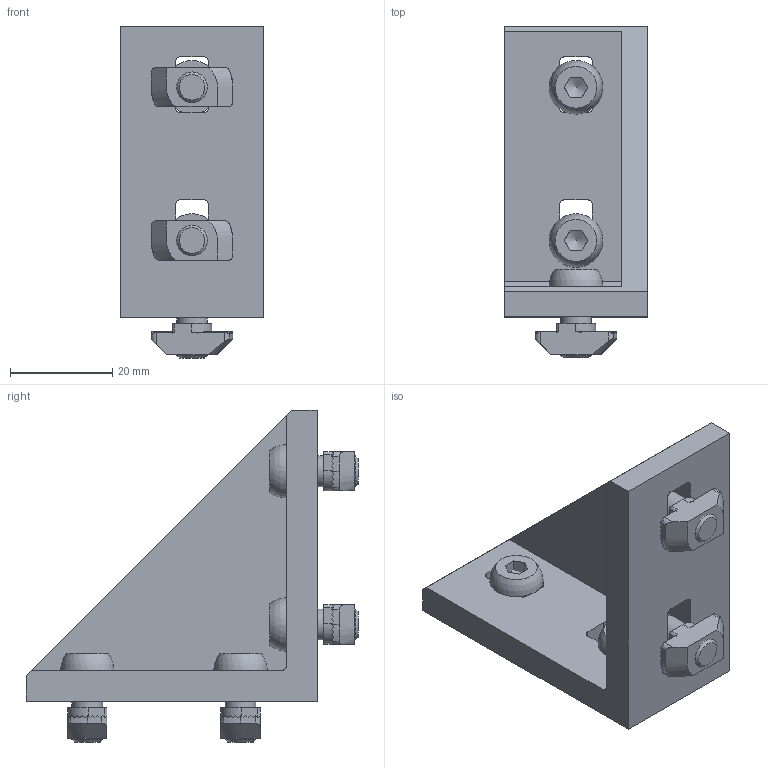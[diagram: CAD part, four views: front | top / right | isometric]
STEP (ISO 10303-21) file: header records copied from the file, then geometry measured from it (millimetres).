
FILE_DESCRIPTION(('STEP AP203'),'1');
FILE_NAME('FIXE08B1229.stp','2023-10-17T08:53:06',(' '),(' '),'Spatial InterOp 3D',' ',' ');
FILE_SCHEMA(('CONFIG_CONTROL_DESIGN'));
Length unit declared in the file: millimetre
Products named in the file (6): Kit Equerre 8 60x60x30 Al brut - P830B (sans cache); Equerre 8 60x60x30 Al brut; Kit de fixation; Vis BHC - M6x14; Ecrou tête rectangulaire 8 M6 Ht 1.5
Assembly tree (9 placements, depth 3):
  Kit Equerre 8 60x60x30 Al brut - P830B (sans cache)
    Equerre 8 60x60x30 Al brut
    Kit de fixation  x2
      Vis BHC - M6x14
      Ecrou tête rectangulaire 8 M6 Ht 1.5
    Kit de fixation  x2
      Vis BHC - M6x14
      Ecrou tête rectangulaire 8 M6 Ht 1.5
Bounding box: 28 x 65 x 65 mm (x, y, z)
Volume: 26784 mm3; surface area: 14438.4 mm2
Topology: 9 solids, 9 shells, 311 faces, 855 edges, 566 vertices
Faces by surface type: plane 222, cylinder 69, cone 8, bspline 8, sphere 4
Full cylindrical faces by diameter (mm): 5 x4, 6 x8
Entity records: 5243 total; most frequent: CARTESIAN_POINT 819, DIRECTION 607, ORIENTED_EDGE 598, EDGE_CURVE 299, AXIS2_PLACEMENT_3D 211, PROPERTY_DEFINITION_REPRESENTATION 205, GENERAL_PROPERTY_ASSOCIATION 205, PROPERTY_DEFINITION 205
